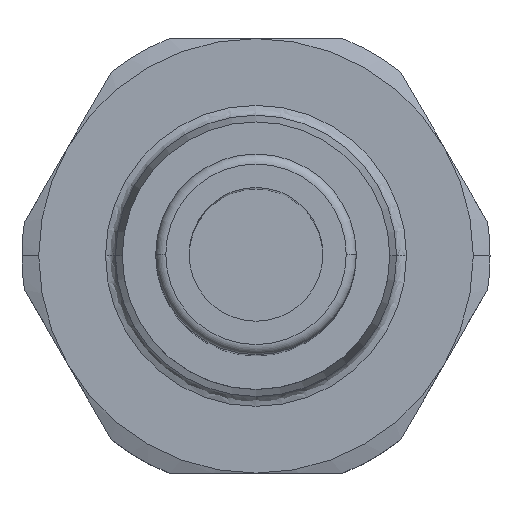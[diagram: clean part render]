
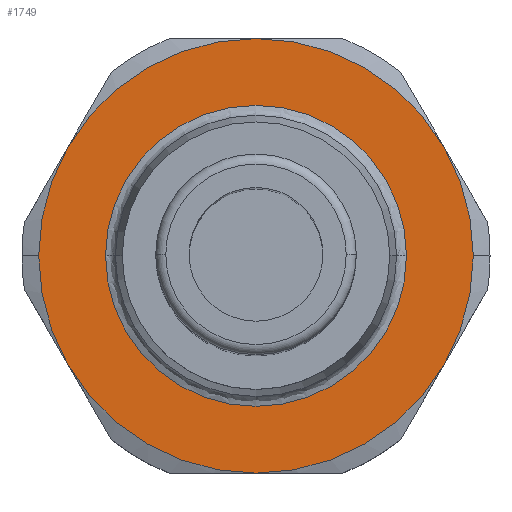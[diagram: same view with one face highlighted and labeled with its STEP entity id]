
A CAD part, top view. The second image highlights one B-rep face of the part: STEP entity #1749.
In plain terms, the highlighted planar face has unit normal (0, 0, 1).
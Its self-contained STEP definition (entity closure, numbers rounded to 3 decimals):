
#467=CARTESIAN_POINT('',(4.501,0.,-14.));
#468=VERTEX_POINT('',#467);
#477=CARTESIAN_POINT('',(-4.501,0.,-14.));
#478=VERTEX_POINT('',#477);
#486=CARTESIAN_POINT('',(0.,0.,-14.));
#487=DIRECTION('',(0.0,0.0,1.0));
#488=DIRECTION('',(-1.0,0.0,0.0));
#489=AXIS2_PLACEMENT_3D('',#486,#487,#488);
#490=CIRCLE('',#489,4.501);
#491=EDGE_CURVE('',#478,#468,#490,.T.);
#756=CARTESIAN_POINT('',(6.5,0.,-14.));
#757=VERTEX_POINT('',#756);
#773=CARTESIAN_POINT('',(5.629,3.25,-14.));
#774=VERTEX_POINT('',#773);
#788=CARTESIAN_POINT('',(0.,0.,-14.));
#789=DIRECTION('',(0.0,0.0,1.0));
#790=DIRECTION('',(1.0,0.0,0.0));
#791=AXIS2_PLACEMENT_3D('',#788,#789,#790);
#792=CIRCLE('',#791,6.5);
#793=EDGE_CURVE('',#757,#774,#792,.T.);
#803=CARTESIAN_POINT('',(-6.5,0.,-14.));
#804=VERTEX_POINT('',#803);
#813=CARTESIAN_POINT('',(-5.629,3.25,-14.));
#814=VERTEX_POINT('',#813);
#815=CARTESIAN_POINT('',(0.,0.,-14.));
#816=DIRECTION('',(0.0,0.0,1.0));
#817=DIRECTION('',(1.0,0.0,0.0));
#818=AXIS2_PLACEMENT_3D('',#815,#816,#817);
#819=CIRCLE('',#818,6.5);
#820=EDGE_CURVE('',#814,#804,#819,.T.);
#1167=CARTESIAN_POINT('',(0.,6.5,-14.));
#1168=VERTEX_POINT('',#1167);
#1182=CARTESIAN_POINT('',(0.,0.,-14.));
#1183=DIRECTION('',(0.0,0.0,1.0));
#1184=DIRECTION('',(1.0,0.0,0.0));
#1185=AXIS2_PLACEMENT_3D('',#1182,#1183,#1184);
#1186=CIRCLE('',#1185,6.5);
#1187=EDGE_CURVE('',#774,#1168,#1186,.T.);
#1254=CARTESIAN_POINT('',(0.,0.,-14.));
#1255=DIRECTION('',(0.0,0.0,1.0));
#1256=DIRECTION('',(1.0,0.0,0.0));
#1257=AXIS2_PLACEMENT_3D('',#1254,#1255,#1256);
#1258=CIRCLE('',#1257,6.5);
#1259=EDGE_CURVE('',#1168,#814,#1258,.T.);
#1272=CARTESIAN_POINT('',(-5.629,-3.25,-14.));
#1273=VERTEX_POINT('',#1272);
#1287=CARTESIAN_POINT('',(0.,0.,-14.));
#1288=DIRECTION('',(0.0,0.0,1.0));
#1289=DIRECTION('',(1.0,0.0,0.0));
#1290=AXIS2_PLACEMENT_3D('',#1287,#1288,#1289);
#1291=CIRCLE('',#1290,6.5);
#1292=EDGE_CURVE('',#804,#1273,#1291,.T.);
#1321=CARTESIAN_POINT('',(0.,-6.5,-14.));
#1322=VERTEX_POINT('',#1321);
#1336=CARTESIAN_POINT('',(0.,0.,-14.));
#1337=DIRECTION('',(0.0,0.0,1.0));
#1338=DIRECTION('',(1.0,0.0,0.0));
#1339=AXIS2_PLACEMENT_3D('',#1336,#1337,#1338);
#1340=CIRCLE('',#1339,6.5);
#1341=EDGE_CURVE('',#1273,#1322,#1340,.T.);
#1383=CARTESIAN_POINT('',(5.629,-3.25,-14.0));
#1384=VERTEX_POINT('',#1383);
#1398=CARTESIAN_POINT('',(0.,0.,-14.));
#1399=DIRECTION('',(0.0,0.0,1.0));
#1400=DIRECTION('',(1.0,0.0,0.0));
#1401=AXIS2_PLACEMENT_3D('',#1398,#1399,#1400);
#1402=CIRCLE('',#1401,6.5);
#1403=EDGE_CURVE('',#1322,#1384,#1402,.T.);
#1475=CARTESIAN_POINT('',(0.,0.,-14.));
#1476=DIRECTION('',(0.0,0.0,1.0));
#1477=DIRECTION('',(1.0,0.0,0.0));
#1478=AXIS2_PLACEMENT_3D('',#1475,#1476,#1477);
#1479=CIRCLE('',#1478,6.5);
#1480=EDGE_CURVE('',#1384,#757,#1479,.T.);
#1694=CARTESIAN_POINT('',(0.,0.,-14.));
#1695=DIRECTION('',(0.0,0.0,1.0));
#1696=DIRECTION('',(-1.0,0.0,0.0));
#1697=AXIS2_PLACEMENT_3D('',#1694,#1695,#1696);
#1698=CIRCLE('',#1697,4.501);
#1699=EDGE_CURVE('',#468,#478,#1698,.T.);
#1730=CARTESIAN_POINT('',(0.,0.,-14.));
#1731=DIRECTION('',(0.0,0.0,-1.0));
#1732=DIRECTION('',(-1.0,0.0,0.0));
#1733=AXIS2_PLACEMENT_3D('',#1730,#1731,#1732);
#1734=PLANE('',#1733);
#1735=ORIENTED_EDGE('',*,*,#820,.T.);
#1736=ORIENTED_EDGE('',*,*,#1292,.T.);
#1737=ORIENTED_EDGE('',*,*,#1341,.T.);
#1738=ORIENTED_EDGE('',*,*,#1403,.T.);
#1739=ORIENTED_EDGE('',*,*,#1480,.T.);
#1740=ORIENTED_EDGE('',*,*,#793,.T.);
#1741=ORIENTED_EDGE('',*,*,#1187,.T.);
#1742=ORIENTED_EDGE('',*,*,#1259,.T.);
#1743=EDGE_LOOP('',(#1735,#1736,#1737,#1738,#1739,#1740,#1741,#1742));
#1744=FACE_OUTER_BOUND('',#1743,.T.);
#1745=ORIENTED_EDGE('',*,*,#1699,.F.);
#1746=ORIENTED_EDGE('',*,*,#491,.F.);
#1747=EDGE_LOOP('',(#1745,#1746));
#1748=FACE_BOUND('',#1747,.T.);
#1749=ADVANCED_FACE('',(#1744,#1748),#1734,.F.);
